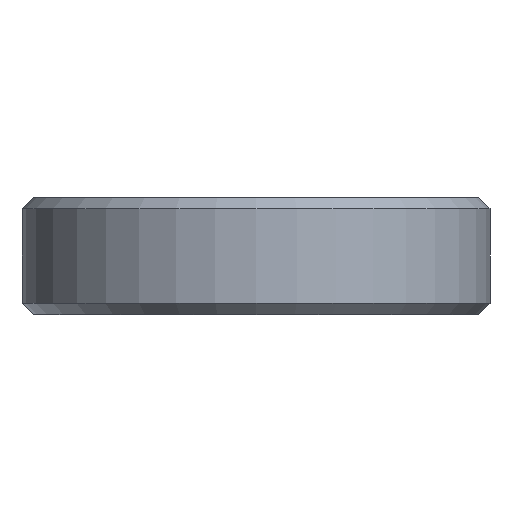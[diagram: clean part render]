
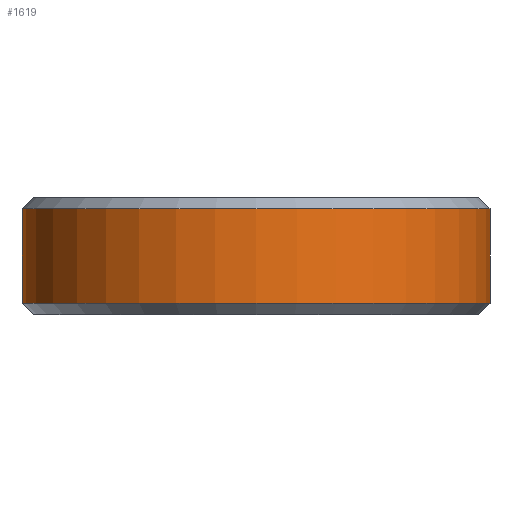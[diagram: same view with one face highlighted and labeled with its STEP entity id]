
A CAD part, left-side view. The second image highlights one B-rep face of the part: STEP entity #1619.
In plain terms, the highlighted cylindrical face has radius 6.25 mm (diameter 12.5 mm), a partial arc.
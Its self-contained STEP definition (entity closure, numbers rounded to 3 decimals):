
#144 = VERTEX_POINT('',#145);
#145 = CARTESIAN_POINT('',(0.,-6.25,0.3));
#161 = CONICAL_SURFACE('',#162,6.25,0.785);
#162 = AXIS2_PLACEMENT_3D('',#163,#164,#165);
#163 = CARTESIAN_POINT('',(0.,0.,0.3));
#164 = DIRECTION('',(0.,0.,1.));
#165 = DIRECTION('',(0.,1.,0.));
#187 = PLANE('',#188);
#188 = AXIS2_PLACEMENT_3D('',#189,#190,#191);
#189 = CARTESIAN_POINT('',(225.,-6.25,0.));
#190 = DIRECTION('',(0.,-1.,0.));
#191 = DIRECTION('',(-1.,0.,0.));
#290 = PLANE('',#291);
#291 = AXIS2_PLACEMENT_3D('',#292,#293,#294);
#292 = CARTESIAN_POINT('',(225.,6.25,0.));
#293 = DIRECTION('',(0.,-1.,0.));
#294 = DIRECTION('',(-1.,0.,0.));
#804 = VERTEX_POINT('',#805);
#805 = CARTESIAN_POINT('',(0.,6.25,0.3));
#852 = EDGE_CURVE('',#804,#144,#853,.T.);
#853 = SURFACE_CURVE('',#854,(#859,#866),.PCURVE_S1.);
#854 = CIRCLE('',#855,6.25);
#855 = AXIS2_PLACEMENT_3D('',#856,#857,#858);
#856 = CARTESIAN_POINT('',(0.,0.,0.3));
#857 = DIRECTION('',(0.,-0.,1.));
#858 = DIRECTION('',(0.,1.,0.));
#859 = PCURVE('',#161,#860);
#860 = DEFINITIONAL_REPRESENTATION('',(#861),#865);
#861 = LINE('',#862,#863);
#862 = CARTESIAN_POINT('',(0.,-0.));
#863 = VECTOR('',#864,1.);
#864 = DIRECTION('',(1.,-0.));
#865 = ( GEOMETRIC_REPRESENTATION_CONTEXT(2) 
PARAMETRIC_REPRESENTATION_CONTEXT() REPRESENTATION_CONTEXT('2D SPACE',''
  ) );
#866 = PCURVE('',#867,#872);
#867 = CYLINDRICAL_SURFACE('',#868,6.25);
#868 = AXIS2_PLACEMENT_3D('',#869,#870,#871);
#869 = CARTESIAN_POINT('',(0.,0.,0.));
#870 = DIRECTION('',(-0.,-0.,-1.));
#871 = DIRECTION('',(1.,0.,0.));
#872 = DEFINITIONAL_REPRESENTATION('',(#873),#877);
#873 = LINE('',#874,#875);
#874 = CARTESIAN_POINT('',(-1.571,-0.3));
#875 = VECTOR('',#876,1.);
#876 = DIRECTION('',(-1.,0.));
#877 = ( GEOMETRIC_REPRESENTATION_CONTEXT(2) 
PARAMETRIC_REPRESENTATION_CONTEXT() REPRESENTATION_CONTEXT('2D SPACE',''
  ) );
#886 = VERTEX_POINT('',#887);
#887 = CARTESIAN_POINT('',(0.,-6.25,2.825));
#913 = EDGE_CURVE('',#144,#886,#914,.T.);
#914 = SURFACE_CURVE('',#915,(#919,#926),.PCURVE_S1.);
#915 = LINE('',#916,#917);
#916 = CARTESIAN_POINT('',(0.,-6.25,0.));
#917 = VECTOR('',#918,1.);
#918 = DIRECTION('',(0.,0.,1.));
#919 = PCURVE('',#187,#920);
#920 = DEFINITIONAL_REPRESENTATION('',(#921),#925);
#921 = LINE('',#922,#923);
#922 = CARTESIAN_POINT('',(225.,0.));
#923 = VECTOR('',#924,1.);
#924 = DIRECTION('',(0.,-1.));
#925 = ( GEOMETRIC_REPRESENTATION_CONTEXT(2) 
PARAMETRIC_REPRESENTATION_CONTEXT() REPRESENTATION_CONTEXT('2D SPACE',''
  ) );
#926 = PCURVE('',#867,#927);
#927 = DEFINITIONAL_REPRESENTATION('',(#928),#932);
#928 = LINE('',#929,#930);
#929 = CARTESIAN_POINT('',(-4.712,0.));
#930 = VECTOR('',#931,1.);
#931 = DIRECTION('',(-0.,-1.));
#932 = ( GEOMETRIC_REPRESENTATION_CONTEXT(2) 
PARAMETRIC_REPRESENTATION_CONTEXT() REPRESENTATION_CONTEXT('2D SPACE',''
  ) );
#1022 = VERTEX_POINT('',#1023);
#1023 = CARTESIAN_POINT('',(0.,6.25,2.825));
#1044 = EDGE_CURVE('',#804,#1022,#1045,.T.);
#1045 = SURFACE_CURVE('',#1046,(#1050,#1057),.PCURVE_S1.);
#1046 = LINE('',#1047,#1048);
#1047 = CARTESIAN_POINT('',(0.,6.25,0.));
#1048 = VECTOR('',#1049,1.);
#1049 = DIRECTION('',(0.,0.,1.));
#1050 = PCURVE('',#290,#1051);
#1051 = DEFINITIONAL_REPRESENTATION('',(#1052),#1056);
#1052 = LINE('',#1053,#1054);
#1053 = CARTESIAN_POINT('',(225.,0.));
#1054 = VECTOR('',#1055,1.);
#1055 = DIRECTION('',(0.,-1.));
#1056 = ( GEOMETRIC_REPRESENTATION_CONTEXT(2) 
PARAMETRIC_REPRESENTATION_CONTEXT() REPRESENTATION_CONTEXT('2D SPACE',''
  ) );
#1057 = PCURVE('',#867,#1058);
#1058 = DEFINITIONAL_REPRESENTATION('',(#1059),#1063);
#1059 = LINE('',#1060,#1061);
#1060 = CARTESIAN_POINT('',(-1.571,0.));
#1061 = VECTOR('',#1062,1.);
#1062 = DIRECTION('',(-0.,-1.));
#1063 = ( GEOMETRIC_REPRESENTATION_CONTEXT(2) 
PARAMETRIC_REPRESENTATION_CONTEXT() REPRESENTATION_CONTEXT('2D SPACE',''
  ) );
#1619 = ADVANCED_FACE('',(#1620),#867,.T.);
#1620 = FACE_BOUND('',#1621,.F.);
#1621 = EDGE_LOOP('',(#1622,#1623,#1650,#1651));
#1622 = ORIENTED_EDGE('',*,*,#1044,.T.);
#1623 = ORIENTED_EDGE('',*,*,#1624,.T.);
#1624 = EDGE_CURVE('',#1022,#886,#1625,.T.);
#1625 = SURFACE_CURVE('',#1626,(#1631,#1638),.PCURVE_S1.);
#1626 = CIRCLE('',#1627,6.25);
#1627 = AXIS2_PLACEMENT_3D('',#1628,#1629,#1630);
#1628 = CARTESIAN_POINT('',(0.,0.,2.825));
#1629 = DIRECTION('',(0.,-0.,1.));
#1630 = DIRECTION('',(0.,1.,0.));
#1631 = PCURVE('',#867,#1632);
#1632 = DEFINITIONAL_REPRESENTATION('',(#1633),#1637);
#1633 = LINE('',#1634,#1635);
#1634 = CARTESIAN_POINT('',(-1.571,-2.825));
#1635 = VECTOR('',#1636,1.);
#1636 = DIRECTION('',(-1.,0.));
#1637 = ( GEOMETRIC_REPRESENTATION_CONTEXT(2) 
PARAMETRIC_REPRESENTATION_CONTEXT() REPRESENTATION_CONTEXT('2D SPACE',''
  ) );
#1638 = PCURVE('',#1639,#1644);
#1639 = CONICAL_SURFACE('',#1640,6.25,0.785);
#1640 = AXIS2_PLACEMENT_3D('',#1641,#1642,#1643);
#1641 = CARTESIAN_POINT('',(0.,0.,2.825));
#1642 = DIRECTION('',(-0.,-0.,-1.));
#1643 = DIRECTION('',(0.,1.,0.));
#1644 = DEFINITIONAL_REPRESENTATION('',(#1645),#1649);
#1645 = LINE('',#1646,#1647);
#1646 = CARTESIAN_POINT('',(-0.,-0.));
#1647 = VECTOR('',#1648,1.);
#1648 = DIRECTION('',(-1.,-0.));
#1649 = ( GEOMETRIC_REPRESENTATION_CONTEXT(2) 
PARAMETRIC_REPRESENTATION_CONTEXT() REPRESENTATION_CONTEXT('2D SPACE',''
  ) );
#1650 = ORIENTED_EDGE('',*,*,#913,.F.);
#1651 = ORIENTED_EDGE('',*,*,#852,.F.);
